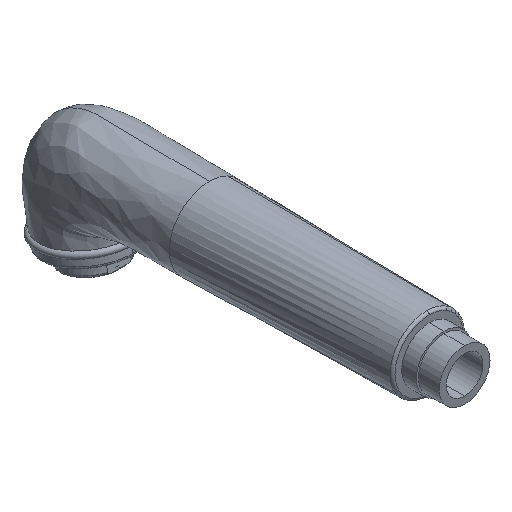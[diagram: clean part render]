
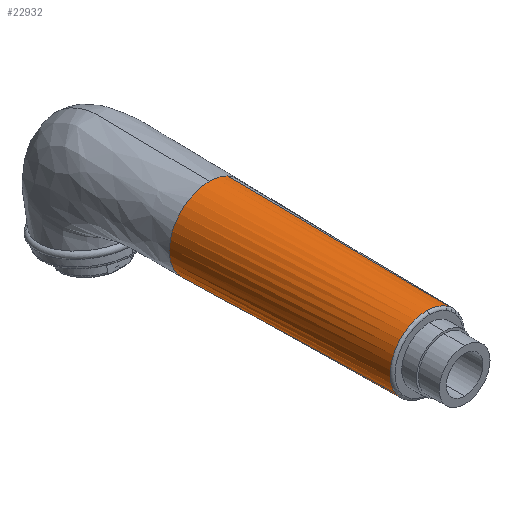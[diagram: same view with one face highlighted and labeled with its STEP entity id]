
A CAD part, isometric view. The second image highlights one B-rep face of the part: STEP entity #22932.
In plain terms, the highlighted free-form (B-spline) face has degree [3, 1] with [7, 2] control points.
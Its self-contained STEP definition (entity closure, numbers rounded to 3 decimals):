
#198 = CARTESIAN_POINT ( 'NONE',  ( 36.615, 90., 0.159 ) ) ;
#654 = DIRECTION ( 'NONE',  ( 0., 1., 0. ) ) ;
#752 = EDGE_LOOP ( 'NONE', ( #19199, #7443, #5210, #10810, #6360, #2751 ) ) ;
#1678 = EDGE_CURVE ( 'NONE', #14677, #4176, #11848, .T. ) ;
#2343 = EDGE_CURVE ( 'NONE', #25612, #14677, #7566, .T. ) ;
#2751 = ORIENTED_EDGE ( 'NONE', *, *, #21806, .F. ) ;
#3209 =( BOUNDED_SURFACE ( )  B_SPLINE_SURFACE ( 3, 1, ( 
 ( #10426, #20408 ),
 ( #12184, #198 ),
 ( #8419, #4122 ),
 ( #18258, #22817 ),
 ( #22568, #14609 ),
 ( #12577, #5881 ),
 ( #6005, #20544 ) ),
 .UNSPECIFIED., .T., .F., .T. ) 
 B_SPLINE_SURFACE_WITH_KNOTS ( ( 4, 3, 4 ),
 ( 2, 2 ),
 ( 0., 0.5, 1. ),
 ( 0., 1. ),
 .UNSPECIFIED. ) 
 GEOMETRIC_REPRESENTATION_ITEM ( )  RATIONAL_B_SPLINE_SURFACE ( (
 ( 1., 1.),
 ( 0.333, 0.333),
 ( 0.333, 0.333),
 ( 1., 1.),
 ( 0.333, 0.333),
 ( 0.333, 0.333),
 ( 1., 1.) ) ) 
 REPRESENTATION_ITEM ( '' )  SURFACE ( )  );
#3352 = DIRECTION ( 'NONE',  ( 0., 0., 1. ) ) ;
#4122 = CARTESIAN_POINT ( 'NONE',  ( 22.096, 90., -29.197 ) ) ;
#4176 = VERTEX_POINT ( 'NONE', #22879 ) ;
#4970 = CARTESIAN_POINT ( 'NONE',  ( 9.435, 0.989, 11.675 ) ) ;
#5210 = ORIENTED_EDGE ( 'NONE', *, *, #1678, .T. ) ;
#5881 = CARTESIAN_POINT ( 'NONE',  ( -22.096, 90., 29.197 ) ) ;
#6005 = CARTESIAN_POINT ( 'NONE',  ( 9.459, 0., 11.641 ) ) ;
#6027 = DIRECTION ( 'NONE',  ( 0., 0., 1. ) ) ;
#6128 = CIRCLE ( 'NONE', #19883, 16.375 ) ;
#6291 = AXIS2_PLACEMENT_3D ( 'NONE', #14971, #20891, #21147 ) ;
#6360 = ORIENTED_EDGE ( 'NONE', *, *, #6663, .F. ) ;
#6663 = EDGE_CURVE ( 'NONE', #19268, #11110, #8839, .T. ) ;
#7234 = FACE_OUTER_BOUND ( 'NONE', #752, .T. ) ;
#7288 = EDGE_CURVE ( 'NONE', #25612, #15650, #19408, .T. ) ;
#7443 = ORIENTED_EDGE ( 'NONE', *, *, #2343, .T. ) ;
#7566 = CIRCLE ( 'NONE', #6291, 15.011 ) ;
#8419 = CARTESIAN_POINT ( 'NONE',  ( 13.823, 0., -30.56 ) ) ;
#8839 = CIRCLE ( 'NONE', #11833, 16.375 ) ;
#8944 = CARTESIAN_POINT ( 'NONE',  ( -9.435, 0.989, -11.675 ) ) ;
#10058 = DIRECTION ( 'NONE',  ( 0., 1., 0. ) ) ;
#10078 = EDGE_CURVE ( 'NONE', #4176, #11110, #17630, .T. ) ;
#10114 = AXIS2_PLACEMENT_3D ( 'NONE', #19101, #654, #11630 ) ;
#10426 = CARTESIAN_POINT ( 'NONE',  ( 9.459, 0., 11.641 ) ) ;
#10810 = ORIENTED_EDGE ( 'NONE', *, *, #10078, .T. ) ;
#11110 = VERTEX_POINT ( 'NONE', #24019 ) ;
#11267 = CARTESIAN_POINT ( 'NONE',  ( -7.259, 90., -14.678 ) ) ;
#11630 = DIRECTION ( 'NONE',  ( 0., 0., 1. ) ) ;
#11833 = AXIS2_PLACEMENT_3D ( 'NONE', #15354, #23574, #3352 ) ;
#11848 = CIRCLE ( 'NONE', #10114, 15.011 ) ;
#12184 = CARTESIAN_POINT ( 'NONE',  ( 32.742, 0., -7.277 ) ) ;
#12577 = CARTESIAN_POINT ( 'NONE',  ( -13.823, 0., 30.56 ) ) ;
#14609 = CARTESIAN_POINT ( 'NONE',  ( -36.615, 90., -0.159 ) ) ;
#14677 = VERTEX_POINT ( 'NONE', #22709 ) ;
#14971 = CARTESIAN_POINT ( 'NONE',  ( 0., 0.989, 0. ) ) ;
#15354 = CARTESIAN_POINT ( 'NONE',  ( 0., 90., 0. ) ) ;
#15650 = VERTEX_POINT ( 'NONE', #11267 ) ;
#17630 = B_SPLINE_CURVE_WITH_KNOTS ( 'NONE', 1,
 ( #4970, #19110 ),
 .UNSPECIFIED., .F., .F.,
 ( 2, 2 ),
 ( 0.011, 1. ),
 .UNSPECIFIED. ) ;
#18258 = CARTESIAN_POINT ( 'NONE',  ( -9.459, 0., -11.641 ) ) ;
#19101 = CARTESIAN_POINT ( 'NONE',  ( 0., 0.989, 0. ) ) ;
#19110 = CARTESIAN_POINT ( 'NONE',  ( 7.259, 90., 14.678 ) ) ;
#19199 = ORIENTED_EDGE ( 'NONE', *, *, #7288, .F. ) ;
#19268 = VERTEX_POINT ( 'NONE', #23211 ) ;
#19408 = B_SPLINE_CURVE_WITH_KNOTS ( 'NONE', 1,
 ( #22613, #20312 ),
 .UNSPECIFIED., .F., .F.,
 ( 2, 2 ),
 ( 0.011, 1. ),
 .UNSPECIFIED. ) ;
#19883 = AXIS2_PLACEMENT_3D ( 'NONE', #20297, #10058, #6027 ) ;
#20297 = CARTESIAN_POINT ( 'NONE',  ( 0., 90., 0. ) ) ;
#20312 = CARTESIAN_POINT ( 'NONE',  ( -7.259, 90., -14.678 ) ) ;
#20408 = CARTESIAN_POINT ( 'NONE',  ( 7.259, 90., 14.678 ) ) ;
#20544 = CARTESIAN_POINT ( 'NONE',  ( 7.259, 90., 14.678 ) ) ;
#20891 = DIRECTION ( 'NONE',  ( 0., 1., 0. ) ) ;
#21147 = DIRECTION ( 'NONE',  ( 0., 0., 1. ) ) ;
#21806 = EDGE_CURVE ( 'NONE', #15650, #19268, #6128, .T. ) ;
#22568 = CARTESIAN_POINT ( 'NONE',  ( -32.742, 0., 7.277 ) ) ;
#22613 = CARTESIAN_POINT ( 'NONE',  ( -9.435, 0.989, -11.675 ) ) ;
#22709 = CARTESIAN_POINT ( 'NONE',  ( 0., 0.989, 15.011 ) ) ;
#22817 = CARTESIAN_POINT ( 'NONE',  ( -7.259, 90., -14.678 ) ) ;
#22879 = CARTESIAN_POINT ( 'NONE',  ( 9.435, 0.989, 11.675 ) ) ;
#22932 = ADVANCED_FACE ( 'NONE', ( #7234 ), #3209, .T. ) ;
#23211 = CARTESIAN_POINT ( 'NONE',  ( 0., 90., 16.375 ) ) ;
#23574 = DIRECTION ( 'NONE',  ( 0., 1., 0. ) ) ;
#24019 = CARTESIAN_POINT ( 'NONE',  ( 7.259, 90., 14.678 ) ) ;
#25612 = VERTEX_POINT ( 'NONE', #8944 ) ;
